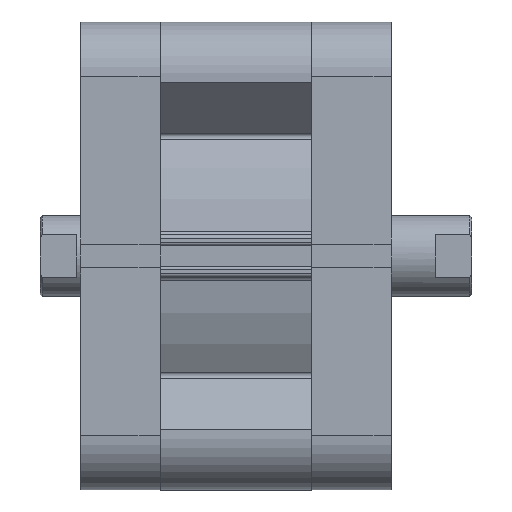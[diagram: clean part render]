
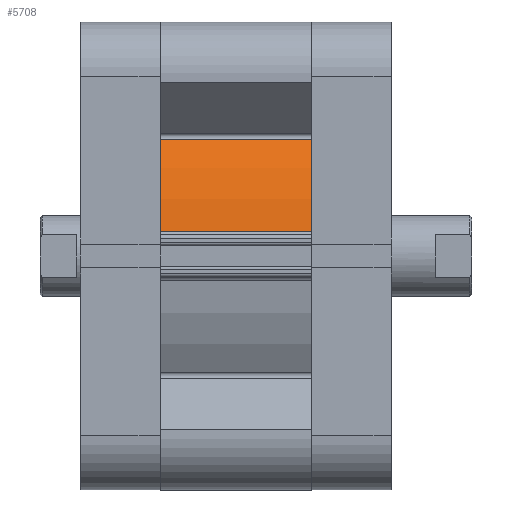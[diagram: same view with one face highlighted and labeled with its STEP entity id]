
A CAD part, front view. The second image highlights one B-rep face of the part: STEP entity #5708.
In plain terms, the highlighted cylindrical face has radius 53.5 mm (diameter 107 mm), a partial arc.
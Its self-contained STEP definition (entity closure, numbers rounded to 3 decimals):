
#252 = ORIENTED_EDGE ( 'NONE', *, *, #5886, .T. ) ;
#253 = ORIENTED_EDGE ( 'NONE', *, *, #5887, .T. ) ;
#254 = ORIENTED_EDGE ( 'NONE', *, *, #5900, .F. ) ;
#255 = ORIENTED_EDGE ( 'NONE', *, *, #5885, .T. ) ;
#2418 = FACE_OUTER_BOUND ( 'NONE', #4839, .T. ) ;
#2421 = CYLINDRICAL_SURFACE ( 'NONE', #4552, 53.5 ) ;
#3360 = CARTESIAN_POINT ( 'NONE',  ( 6.135, -53.147, 0. ) ) ;
#3419 = CARTESIAN_POINT ( 'NONE',  ( 28.996, -44.961, 37.5 ) ) ;
#3464 = CARTESIAN_POINT ( 'NONE',  ( 6.135, -53.147, 37.5 ) ) ;
#3550 = CARTESIAN_POINT ( 'NONE',  ( 28.996, -44.961, 0. ) ) ;
#4552 = AXIS2_PLACEMENT_3D ( 'NONE', #6758, #6757, #6756 ) ;
#4648 = AXIS2_PLACEMENT_3D ( 'NONE', #7267, #7268, #7269 ) ;
#4650 = AXIS2_PLACEMENT_3D ( 'NONE', #7233, #7234, #7235 ) ;
#4839 = EDGE_LOOP ( 'NONE', ( #252, #253, #254, #255 ) ) ;
#5037 = VERTEX_POINT ( 'NONE', #3360 ) ;
#5096 = VERTEX_POINT ( 'NONE', #3419 ) ;
#5141 = VERTEX_POINT ( 'NONE', #3464 ) ;
#5227 = VERTEX_POINT ( 'NONE', #3550 ) ;
#5708 = ADVANCED_FACE ( 'NONE', ( #2418 ), #2421, .T. ) ;
#5885 = EDGE_CURVE ( 'NONE', #5141, #5037, #7458, .T. ) ;
#5886 = EDGE_CURVE ( 'NONE', #5037, #5227, #7466, .T. ) ;
#5887 = EDGE_CURVE ( 'NONE', #5227, #5096, #7461, .T. ) ;
#5900 = EDGE_CURVE ( 'NONE', #5141, #5096, #7487, .T. ) ;
#6756 = DIRECTION ( 'NONE',  ( -1., 0., 0. ) ) ;
#6757 = DIRECTION ( 'NONE',  ( 0., 0., -1. ) ) ;
#6758 = CARTESIAN_POINT ( 'NONE',  ( 0., 0., 37.5 ) ) ;
#7231 = CARTESIAN_POINT ( 'NONE',  ( 6.135, -53.147, 37.5 ) ) ;
#7232 = DIRECTION ( 'NONE',  ( 0., 0., -1. ) ) ;
#7233 = CARTESIAN_POINT ( 'NONE',  ( 0., 0., 0. ) ) ;
#7234 = DIRECTION ( 'NONE',  ( 0., 0., 1. ) ) ;
#7235 = DIRECTION ( 'NONE',  ( 1., 0., 0. ) ) ;
#7236 = CARTESIAN_POINT ( 'NONE',  ( 28.996, -44.961, 37.5 ) ) ;
#7237 = DIRECTION ( 'NONE',  ( 0., 0., 1. ) ) ;
#7267 = CARTESIAN_POINT ( 'NONE',  ( 0., 0., 37.5 ) ) ;
#7268 = DIRECTION ( 'NONE',  ( 0., 0., 1. ) ) ;
#7269 = DIRECTION ( 'NONE',  ( 1., 0., 0. ) ) ;
#7457 = VECTOR ( 'NONE', #7237, 1000. ) ;
#7458 = LINE ( 'NONE', #7231, #7459 ) ;
#7459 = VECTOR ( 'NONE', #7232, 1000. ) ;
#7461 = LINE ( 'NONE', #7236, #7457 ) ;
#7466 = CIRCLE ( 'NONE', #4650, 53.5 ) ;
#7487 = CIRCLE ( 'NONE', #4648, 53.5 ) ;
